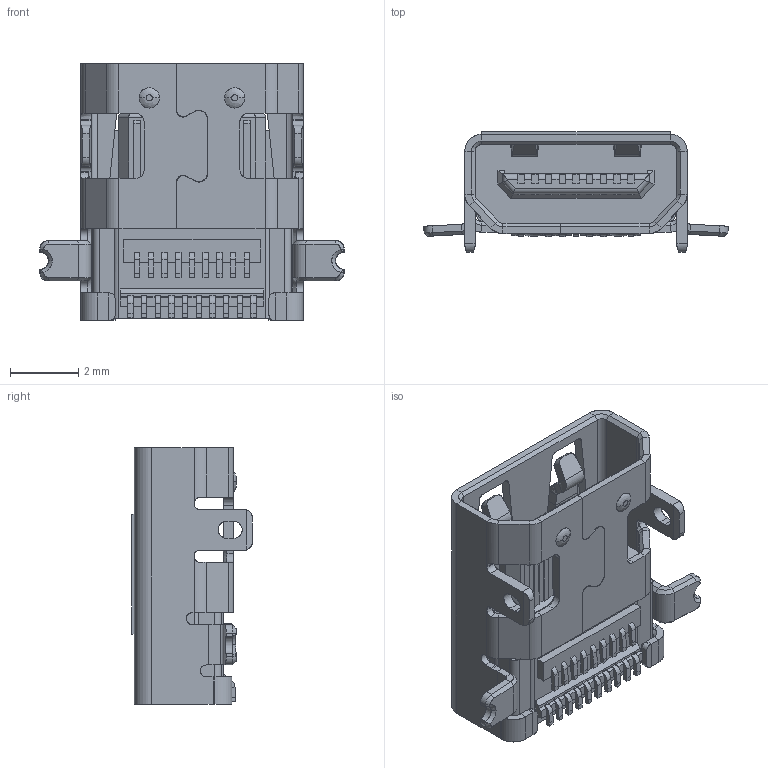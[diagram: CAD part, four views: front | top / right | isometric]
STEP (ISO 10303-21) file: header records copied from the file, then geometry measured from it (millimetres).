
FILE_DESCRIPTION (( 'STEP AP214' ), '1' );
FILE_NAME ('User Library-10118241-001RLF.STEP', '2015-08-24T18:22:40', ( '' ), ( '' ), 'SwSTEP 2.0', 'SolidWorks 2015', '' );
FILE_SCHEMA (( 'AUTOMOTIVE_DESIGN' ));
Length unit declared in the file: millimetre
Products named in the file (1): User Library-10118241-001RLF
Bounding box: 8.9 x 3.53 x 7.5 mm (x, y, z)
Surface area: 295.9 mm2 (no closed solid volume)
Topology: 0 solids, 985 shells, 1001 faces, 4779 edges, 4763 vertices
Faces by surface type: plane 738, cylinder 178, cone 57, bspline 28
Entity records: 61602 total; most frequent: CARTESIAN_POINT 14751, DIRECTION 6603, ORIENTED_EDGE 4795, EDGE_CURVE 4779, VERTEX_POINT 4763, LINE 3749, VECTOR 3749, AXIS2_PLACEMENT_3D 1427
